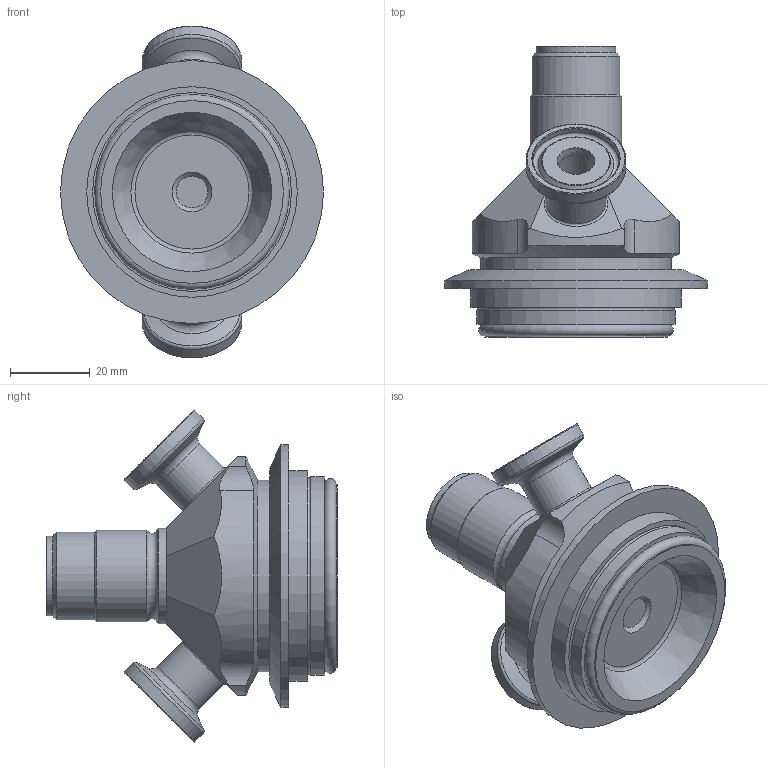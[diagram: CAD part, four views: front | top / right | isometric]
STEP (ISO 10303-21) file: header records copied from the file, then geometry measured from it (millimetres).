
FILE_DESCRIPTION(/* description */ ('This is a sample STEP configuration'),/* implementation_level */ '2;1');
FILE_NAME(/* name */ '850020.stp',/* time_stamp */ '2021-08-16T13:27:32+02:00',/* author */ ('powerJobs'),/* organization */ ('coolOrange'),/* preprocessor_version */ 'ST-DEVELOPER v18.1',/* originating_system */ 'Autodesk Inventor 2022',/* authorisation */ '');
FILE_SCHEMA (('AUTOMOTIVE_DESIGN { 1 0 10303 214 3 1 1 }'));
Length unit declared in the file: millimetre
Products named in the file (1): 850020
Bounding box: 66 x 73 x 83.34 mm (x, y, z)
Volume: 90718.1 mm3; surface area: 27083.5 mm2
Topology: 3 solids, 3 shells, 95 faces, 211 edges, 137 vertices
Faces by surface type: cylinder 34, plane 27, torus 19, cone 15
Full cylindrical faces by diameter (mm): 9 x2, 15 x2, 18.1 x1, 20 x1, 20.468 x1, 20.5 x2, 21 x1, 21.8 x2, 22 x3, 23 x1, 24 x1, 25 x2, 45.9 x1, 48 x1, 49.9 x1, 52.85 x1, 66 x1
Entity records: 2957 total; most frequent: CARTESIAN_POINT 556, DIRECTION 535, ORIENTED_EDGE 422, AXIS2_PLACEMENT_3D 236, EDGE_CURVE 211, VERTEX_POINT 137, CIRCLE 124, EDGE_LOOP 114
